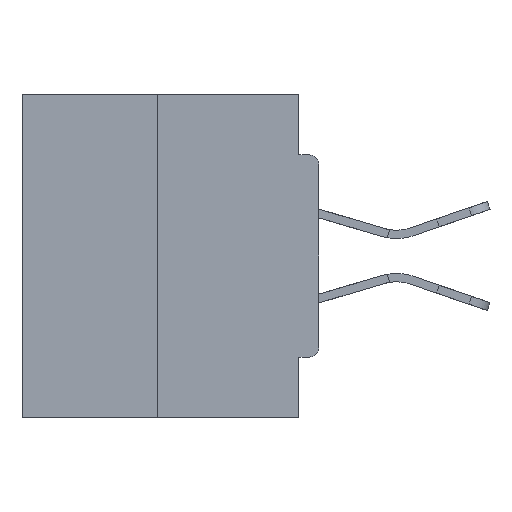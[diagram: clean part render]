
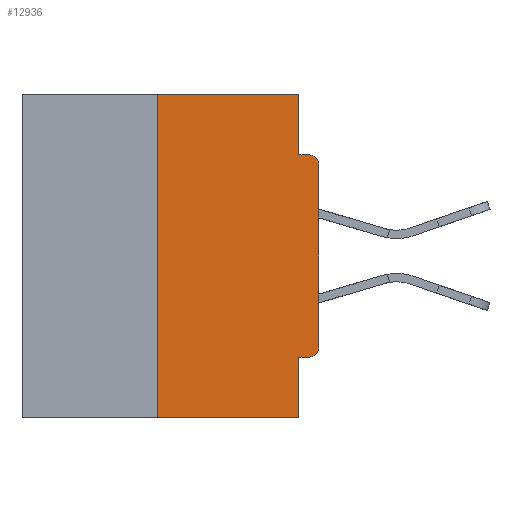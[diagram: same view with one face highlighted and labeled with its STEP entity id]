
A CAD part, left-side view. The second image highlights one B-rep face of the part: STEP entity #12936.
In plain terms, the highlighted planar face has unit normal (-1, 0, 0).
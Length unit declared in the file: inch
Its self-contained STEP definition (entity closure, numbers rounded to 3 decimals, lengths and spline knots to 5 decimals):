
#288 = EDGE_CURVE ( 'NONE', #41701, #17647, #21094, .T. ) ;
#503 = DIRECTION ( 'NONE',  ( 0., 0., 1. ) ) ;
#575 = EDGE_CURVE ( 'NONE', #25388, #12247, #19987, .T. ) ;
#886 = VECTOR ( 'NONE', #8654, 39.37008 ) ;
#1266 = LINE ( 'NONE', #24687, #20840 ) ;
#1478 = ORIENTED_EDGE ( 'NONE', *, *, #15575, .F. ) ;
#2162 = VERTEX_POINT ( 'NONE', #41991 ) ;
#2769 = CARTESIAN_POINT ( 'NONE',  ( 0., 0.46, 0. ) ) ;
#3475 = CARTESIAN_POINT ( 'NONE',  ( 0., 0., -0.3915 ) ) ;
#3996 = VECTOR ( 'NONE', #44527, 39.37008 ) ;
#4892 = LINE ( 'NONE', #10744, #19596 ) ;
#5437 = CARTESIAN_POINT ( 'NONE',  ( 0., 0., -0.1085 ) ) ;
#5608 = EDGE_CURVE ( 'NONE', #2162, #17647, #41590, .T. ) ;
#5884 = EDGE_CURVE ( 'NONE', #43119, #2162, #24756, .T. ) ;
#5971 = DIRECTION ( 'NONE',  ( 0., -1., 0. ) ) ;
#6428 = ORIENTED_EDGE ( 'NONE', *, *, #575, .T. ) ;
#6488 = LINE ( 'NONE', #25463, #10282 ) ;
#6699 = CARTESIAN_POINT ( 'NONE',  ( 0., 0.46, 0. ) ) ;
#7914 = CARTESIAN_POINT ( 'NONE',  ( 0., 0.46, -0.5 ) ) ;
#8495 = CARTESIAN_POINT ( 'NONE',  ( 0., 0.015, -0.4065 ) ) ;
#8630 = CARTESIAN_POINT ( 'NONE',  ( 0., 0.031, -0.0935 ) ) ;
#8654 = DIRECTION ( 'NONE',  ( 0., -1., 0. ) ) ;
#10282 = VECTOR ( 'NONE', #12091, 39.37008 ) ;
#10744 = CARTESIAN_POINT ( 'NONE',  ( 0., 0., 0. ) ) ;
#11894 = VECTOR ( 'NONE', #18857, 39.37008 ) ;
#12091 = DIRECTION ( 'NONE',  ( 0., 0., 1. ) ) ;
#12247 = VERTEX_POINT ( 'NONE', #16461 ) ;
#12936 = ADVANCED_FACE ( 'NONE', ( #37667 ), #13980, .F. ) ;
#13980 = PLANE ( 'NONE',  #14979 ) ;
#14095 = AXIS2_PLACEMENT_3D ( 'NONE', #23873, #41242, #44298 ) ;
#14209 = VERTEX_POINT ( 'NONE', #8630 ) ;
#14979 = AXIS2_PLACEMENT_3D ( 'NONE', #6699, #31644, #34545 ) ;
#15575 = EDGE_CURVE ( 'NONE', #41701, #27872, #6488, .T. ) ;
#16461 = CARTESIAN_POINT ( 'NONE',  ( 0., 0.015, -0.0935 ) ) ;
#16769 = AXIS2_PLACEMENT_3D ( 'NONE', #37044, #29906, #29627 ) ;
#17647 = VERTEX_POINT ( 'NONE', #43131 ) ;
#18857 = DIRECTION ( 'NONE',  ( 0., -1., 0. ) ) ;
#19596 = VECTOR ( 'NONE', #503, 39.37008 ) ;
#19987 = CIRCLE ( 'NONE', #16769, 0.015 ) ;
#20167 = ORIENTED_EDGE ( 'NONE', *, *, #5884, .F. ) ;
#20303 = EDGE_CURVE ( 'NONE', #27872, #22927, #29633, .T. ) ;
#20840 = VECTOR ( 'NONE', #24253, 39.37008 ) ;
#20978 = CARTESIAN_POINT ( 'NONE',  ( 0., 0.031, 0. ) ) ;
#21094 = LINE ( 'NONE', #7914, #11894 ) ;
#22927 = VERTEX_POINT ( 'NONE', #20978 ) ;
#23273 = ORIENTED_EDGE ( 'NONE', *, *, #38781, .T. ) ;
#23485 = CARTESIAN_POINT ( 'NONE',  ( 0., 0.031, -0.5 ) ) ;
#23873 = CARTESIAN_POINT ( 'NONE',  ( 0., 0.015, -0.3915 ) ) ;
#24253 = DIRECTION ( 'NONE',  ( 0., 0., -1. ) ) ;
#24687 = CARTESIAN_POINT ( 'NONE',  ( 0., 0.031, 0. ) ) ;
#24756 = LINE ( 'NONE', #39158, #31851 ) ;
#25388 = VERTEX_POINT ( 'NONE', #5437 ) ;
#25463 = CARTESIAN_POINT ( 'NONE',  ( 0., 0.25, 0. ) ) ;
#25468 = DIRECTION ( 'NONE',  ( 0., 1., 0. ) ) ;
#25500 = ORIENTED_EDGE ( 'NONE', *, *, #35495, .T. ) ;
#26142 = CARTESIAN_POINT ( 'NONE',  ( 0., 0.25, -0.5 ) ) ;
#27872 = VERTEX_POINT ( 'NONE', #28902 ) ;
#28515 = VECTOR ( 'NONE', #5971, 39.37008 ) ;
#28902 = CARTESIAN_POINT ( 'NONE',  ( 0., 0.25, 0. ) ) ;
#29506 = CARTESIAN_POINT ( 'NONE',  ( 0., 0., -0.0935 ) ) ;
#29627 = DIRECTION ( 'NONE',  ( 0., 0., -1. ) ) ;
#29633 = LINE ( 'NONE', #2769, #28515 ) ;
#29906 = DIRECTION ( 'NONE',  ( -1., 0., 0. ) ) ;
#31224 = ORIENTED_EDGE ( 'NONE', *, *, #288, .T. ) ;
#31311 = EDGE_CURVE ( 'NONE', #14209, #12247, #45021, .T. ) ;
#31644 = DIRECTION ( 'NONE',  ( 1., 0., 0. ) ) ;
#31699 = EDGE_LOOP ( 'NONE', ( #44754, #1478, #31224, #35836, #20167, #23273, #25500, #6428, #35212, #44992 ) ) ;
#31851 = VECTOR ( 'NONE', #25468, 39.37008 ) ;
#33282 = EDGE_CURVE ( 'NONE', #22927, #14209, #1266, .T. ) ;
#34545 = DIRECTION ( 'NONE',  ( 0., 0., -1. ) ) ;
#35212 = ORIENTED_EDGE ( 'NONE', *, *, #31311, .F. ) ;
#35495 = EDGE_CURVE ( 'NONE', #43076, #25388, #4892, .T. ) ;
#35836 = ORIENTED_EDGE ( 'NONE', *, *, #5608, .F. ) ;
#37044 = CARTESIAN_POINT ( 'NONE',  ( 0., 0.015, -0.1085 ) ) ;
#37134 = CIRCLE ( 'NONE', #14095, 0.015 ) ;
#37667 = FACE_OUTER_BOUND ( 'NONE', #31699, .T. ) ;
#38781 = EDGE_CURVE ( 'NONE', #43119, #43076, #37134, .T. ) ;
#39158 = CARTESIAN_POINT ( 'NONE',  ( 0., 0., -0.4065 ) ) ;
#41242 = DIRECTION ( 'NONE',  ( -1., 0., 0. ) ) ;
#41590 = LINE ( 'NONE', #23485, #3996 ) ;
#41701 = VERTEX_POINT ( 'NONE', #26142 ) ;
#41991 = CARTESIAN_POINT ( 'NONE',  ( 0., 0.031, -0.4065 ) ) ;
#43076 = VERTEX_POINT ( 'NONE', #3475 ) ;
#43119 = VERTEX_POINT ( 'NONE', #8495 ) ;
#43131 = CARTESIAN_POINT ( 'NONE',  ( 0., 0.031, -0.5 ) ) ;
#44298 = DIRECTION ( 'NONE',  ( 0., 0., -1. ) ) ;
#44527 = DIRECTION ( 'NONE',  ( 0., 0., -1. ) ) ;
#44754 = ORIENTED_EDGE ( 'NONE', *, *, #20303, .F. ) ;
#44992 = ORIENTED_EDGE ( 'NONE', *, *, #33282, .F. ) ;
#45021 = LINE ( 'NONE', #29506, #886 ) ;
